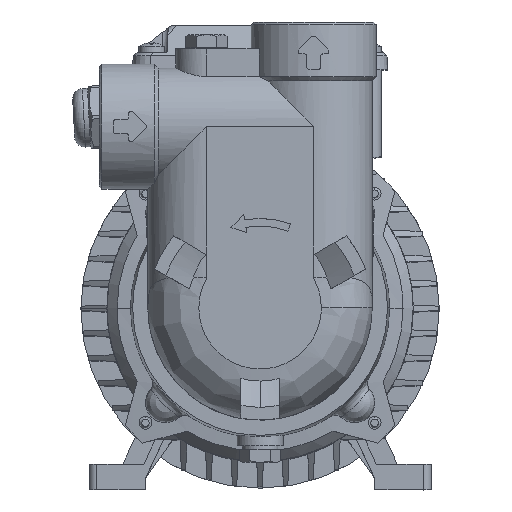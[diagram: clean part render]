
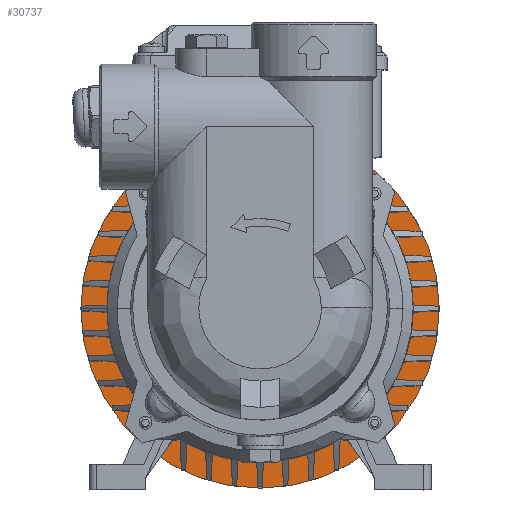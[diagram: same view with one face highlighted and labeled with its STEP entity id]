
A CAD part, top view. The second image highlights one B-rep face of the part: STEP entity #30737.
In plain terms, the highlighted planar face has unit normal (0, 0, 1).
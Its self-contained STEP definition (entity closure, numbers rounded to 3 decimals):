
#90 = CARTESIAN_POINT ( 'NONE',  ( 140.5, -140.5, -145.315 ) ) ;
#1492 = DIRECTION ( 'NONE',  ( 0., -1., 0. ) ) ;
#2007 = CARTESIAN_POINT ( 'NONE',  ( 0., 60., -145.315 ) ) ;
#2228 = CARTESIAN_POINT ( 'NONE',  ( -44.901, -47.081, -145.315 ) ) ;
#2298 = ORIENTED_EDGE ( 'NONE', *, *, #45299, .T. ) ;
#2830 = EDGE_LOOP ( 'NONE', ( #19150, #48504 ) ) ;
#2899 = CIRCLE ( 'NONE', #13144, 2.18 ) ;
#3134 = EDGE_CURVE ( 'NONE', #26862, #21187, #52561, .T. ) ;
#4209 = EDGE_LOOP ( 'NONE', ( #10144, #13223 ) ) ;
#4903 = ORIENTED_EDGE ( 'NONE', *, *, #45347, .T. ) ;
#4932 = DIRECTION ( 'NONE',  ( 0., -1., 0. ) ) ;
#5491 = DIRECTION ( 'NONE',  ( 0., 0., -1. ) ) ;
#5900 = AXIS2_PLACEMENT_3D ( 'NONE', #49137, #12361, #28708 ) ;
#6321 = EDGE_CURVE ( 'NONE', #41117, #31673, #38055, .T. ) ;
#7306 = PLANE ( 'NONE',  #11866 ) ;
#8076 = AXIS2_PLACEMENT_3D ( 'NONE', #25292, #21526, #4932 ) ;
#8214 = AXIS2_PLACEMENT_3D ( 'NONE', #9388, #25992, #33798 ) ;
#8224 = ORIENTED_EDGE ( 'NONE', *, *, #20184, .T. ) ;
#8241 = EDGE_LOOP ( 'NONE', ( #21568, #22454 ) ) ;
#8457 = CARTESIAN_POINT ( 'NONE',  ( 0., 0., -145.315 ) ) ;
#8760 = CARTESIAN_POINT ( 'NONE',  ( 44.901, -44.901, -145.315 ) ) ;
#9385 = CIRCLE ( 'NONE', #26467, 2.18 ) ;
#9388 = CARTESIAN_POINT ( 'NONE',  ( 44.901, 44.901, -145.315 ) ) ;
#9567 = CARTESIAN_POINT ( 'NONE',  ( 0., 0., -145.315 ) ) ;
#9724 = CARTESIAN_POINT ( 'NONE',  ( -44.901, -42.721, -145.315 ) ) ;
#10144 = ORIENTED_EDGE ( 'NONE', *, *, #39584, .T. ) ;
#10496 = CARTESIAN_POINT ( 'NONE',  ( -44.901, 47.081, -145.315 ) ) ;
#11682 = VERTEX_POINT ( 'NONE', #2228 ) ;
#11843 = DIRECTION ( 'NONE',  ( 0., 0., -1. ) ) ;
#11866 = AXIS2_PLACEMENT_3D ( 'NONE', #90, #28195, #24445 ) ;
#12041 = VERTEX_POINT ( 'NONE', #26541 ) ;
#12113 = FACE_OUTER_BOUND ( 'NONE', #8241, .T. ) ;
#12361 = DIRECTION ( 'NONE',  ( 0., 0., -1. ) ) ;
#13128 = CARTESIAN_POINT ( 'NONE',  ( 0., -60., -145.315 ) ) ;
#13144 = AXIS2_PLACEMENT_3D ( 'NONE', #47710, #47182, #18976 ) ;
#13223 = ORIENTED_EDGE ( 'NONE', *, *, #47576, .T. ) ;
#13445 = VERTEX_POINT ( 'NONE', #21935 ) ;
#14582 = DIRECTION ( 'NONE',  ( 0., 0., -1. ) ) ;
#17473 = AXIS2_PLACEMENT_3D ( 'NONE', #8760, #32630, #52504 ) ;
#17572 = VERTEX_POINT ( 'NONE', #9724 ) ;
#18976 = DIRECTION ( 'NONE',  ( 0., -1., 0. ) ) ;
#19150 = ORIENTED_EDGE ( 'NONE', *, *, #38778, .T. ) ;
#19415 = VERTEX_POINT ( 'NONE', #47966 ) ;
#19594 = CIRCLE ( 'NONE', #33328, 60. ) ;
#20075 = AXIS2_PLACEMENT_3D ( 'NONE', #23706, #23962, #40868 ) ;
#20168 = CIRCLE ( 'NONE', #23579, 2.18 ) ;
#20184 = EDGE_CURVE ( 'NONE', #13445, #48841, #2899, .T. ) ;
#21187 = VERTEX_POINT ( 'NONE', #24969 ) ;
#21526 = DIRECTION ( 'NONE',  ( 0., 0., -1. ) ) ;
#21568 = ORIENTED_EDGE ( 'NONE', *, *, #3134, .F. ) ;
#21935 = CARTESIAN_POINT ( 'NONE',  ( -44.901, 42.721, -145.315 ) ) ;
#22454 = ORIENTED_EDGE ( 'NONE', *, *, #33161, .F. ) ;
#22631 = CIRCLE ( 'NONE', #8076, 60. ) ;
#22898 = CARTESIAN_POINT ( 'NONE',  ( 0., 0., -145.315 ) ) ;
#23579 = AXIS2_PLACEMENT_3D ( 'NONE', #41079, #37588, #28991 ) ;
#23706 = CARTESIAN_POINT ( 'NONE',  ( -44.901, 44.901, -145.315 ) ) ;
#23880 = CIRCLE ( 'NONE', #30710, 70.25 ) ;
#23962 = DIRECTION ( 'NONE',  ( 0., 0., -1. ) ) ;
#24445 = DIRECTION ( 'NONE',  ( 0., -1., 0. ) ) ;
#24969 = CARTESIAN_POINT ( 'NONE',  ( -70.25, 0., -145.315 ) ) ;
#25292 = CARTESIAN_POINT ( 'NONE',  ( 0., 0., -145.315 ) ) ;
#25448 = EDGE_LOOP ( 'NONE', ( #36133, #4903 ) ) ;
#25992 = DIRECTION ( 'NONE',  ( 0., 0., -1. ) ) ;
#26467 = AXIS2_PLACEMENT_3D ( 'NONE', #48617, #11843, #28180 ) ;
#26541 = CARTESIAN_POINT ( 'NONE',  ( 44.901, 42.721, -145.315 ) ) ;
#26571 = CARTESIAN_POINT ( 'NONE',  ( 70.25, 0., -145.315 ) ) ;
#26862 = VERTEX_POINT ( 'NONE', #26571 ) ;
#27410 = FACE_BOUND ( 'NONE', #38609, .T. ) ;
#27576 = CIRCLE ( 'NONE', #35275, 2.18 ) ;
#28180 = DIRECTION ( 'NONE',  ( 0., -1., 0. ) ) ;
#28195 = DIRECTION ( 'NONE',  ( 0., 0., 1. ) ) ;
#28708 = DIRECTION ( 'NONE',  ( 0., -1., 0. ) ) ;
#28991 = DIRECTION ( 'NONE',  ( 0., -1., 0. ) ) ;
#29269 = CARTESIAN_POINT ( 'NONE',  ( 44.901, -47.081, -145.315 ) ) ;
#29887 = CIRCLE ( 'NONE', #5900, 2.18 ) ;
#29948 = DIRECTION ( 'NONE',  ( 1., 0., 0. ) ) ;
#30710 = AXIS2_PLACEMENT_3D ( 'NONE', #8457, #5491, #50304 ) ;
#30737 = ADVANCED_FACE ( 'NONE', ( #36531, #27410, #52911, #48633, #44599, #12113 ), #7306, .T. ) ;
#30950 = DIRECTION ( 'NONE',  ( 0., -1., 0. ) ) ;
#31673 = VERTEX_POINT ( 'NONE', #42122 ) ;
#32630 = DIRECTION ( 'NONE',  ( 0., 0., -1. ) ) ;
#33161 = EDGE_CURVE ( 'NONE', #21187, #26862, #23880, .T. ) ;
#33328 = AXIS2_PLACEMENT_3D ( 'NONE', #22898, #42248, #1492 ) ;
#33798 = DIRECTION ( 'NONE',  ( 0., -1., 0. ) ) ;
#34774 = EDGE_CURVE ( 'NONE', #17572, #11682, #20168, .T. ) ;
#35275 = AXIS2_PLACEMENT_3D ( 'NONE', #51365, #14582, #30950 ) ;
#36133 = ORIENTED_EDGE ( 'NONE', *, *, #39319, .T. ) ;
#36531 = FACE_BOUND ( 'NONE', #25448, .T. ) ;
#37588 = DIRECTION ( 'NONE',  ( 0., 0., -1. ) ) ;
#38055 = CIRCLE ( 'NONE', #17473, 2.18 ) ;
#38609 = EDGE_LOOP ( 'NONE', ( #42083, #39315 ) ) ;
#38778 = EDGE_CURVE ( 'NONE', #11682, #17572, #29887, .T. ) ;
#39315 = ORIENTED_EDGE ( 'NONE', *, *, #50382, .T. ) ;
#39319 = EDGE_CURVE ( 'NONE', #42397, #48394, #19594, .T. ) ;
#39584 = EDGE_CURVE ( 'NONE', #12041, #19415, #9385, .T. ) ;
#40808 = CIRCLE ( 'NONE', #8214, 2.18 ) ;
#40868 = DIRECTION ( 'NONE',  ( 0., -1., 0. ) ) ;
#41079 = CARTESIAN_POINT ( 'NONE',  ( -44.901, -44.901, -145.315 ) ) ;
#41117 = VERTEX_POINT ( 'NONE', #29269 ) ;
#42083 = ORIENTED_EDGE ( 'NONE', *, *, #6321, .T. ) ;
#42122 = CARTESIAN_POINT ( 'NONE',  ( 44.901, -42.721, -145.315 ) ) ;
#42248 = DIRECTION ( 'NONE',  ( 0., 0., -1. ) ) ;
#42397 = VERTEX_POINT ( 'NONE', #13128 ) ;
#44078 = CIRCLE ( 'NONE', #20075, 2.18 ) ;
#44599 = FACE_BOUND ( 'NONE', #4209, .T. ) ;
#45299 = EDGE_CURVE ( 'NONE', #48841, #13445, #44078, .T. ) ;
#45347 = EDGE_CURVE ( 'NONE', #48394, #42397, #22631, .T. ) ;
#45862 = EDGE_LOOP ( 'NONE', ( #8224, #2298 ) ) ;
#47182 = DIRECTION ( 'NONE',  ( 0., 0., -1. ) ) ;
#47576 = EDGE_CURVE ( 'NONE', #19415, #12041, #40808, .T. ) ;
#47710 = CARTESIAN_POINT ( 'NONE',  ( -44.901, 44.901, -145.315 ) ) ;
#47966 = CARTESIAN_POINT ( 'NONE',  ( 44.901, 47.081, -145.315 ) ) ;
#48394 = VERTEX_POINT ( 'NONE', #2007 ) ;
#48504 = ORIENTED_EDGE ( 'NONE', *, *, #34774, .T. ) ;
#48617 = CARTESIAN_POINT ( 'NONE',  ( 44.901, 44.901, -145.315 ) ) ;
#48633 = FACE_BOUND ( 'NONE', #45862, .T. ) ;
#48841 = VERTEX_POINT ( 'NONE', #10496 ) ;
#49137 = CARTESIAN_POINT ( 'NONE',  ( -44.901, -44.901, -145.315 ) ) ;
#50304 = DIRECTION ( 'NONE',  ( 1., 0., 0. ) ) ;
#50366 = DIRECTION ( 'NONE',  ( 0., 0., -1. ) ) ;
#50382 = EDGE_CURVE ( 'NONE', #31673, #41117, #27576, .T. ) ;
#51365 = CARTESIAN_POINT ( 'NONE',  ( 44.901, -44.901, -145.315 ) ) ;
#51718 = AXIS2_PLACEMENT_3D ( 'NONE', #9567, #50366, #29948 ) ;
#52504 = DIRECTION ( 'NONE',  ( 0., -1., 0. ) ) ;
#52561 = CIRCLE ( 'NONE', #51718, 70.25 ) ;
#52911 = FACE_BOUND ( 'NONE', #2830, .T. ) ;
